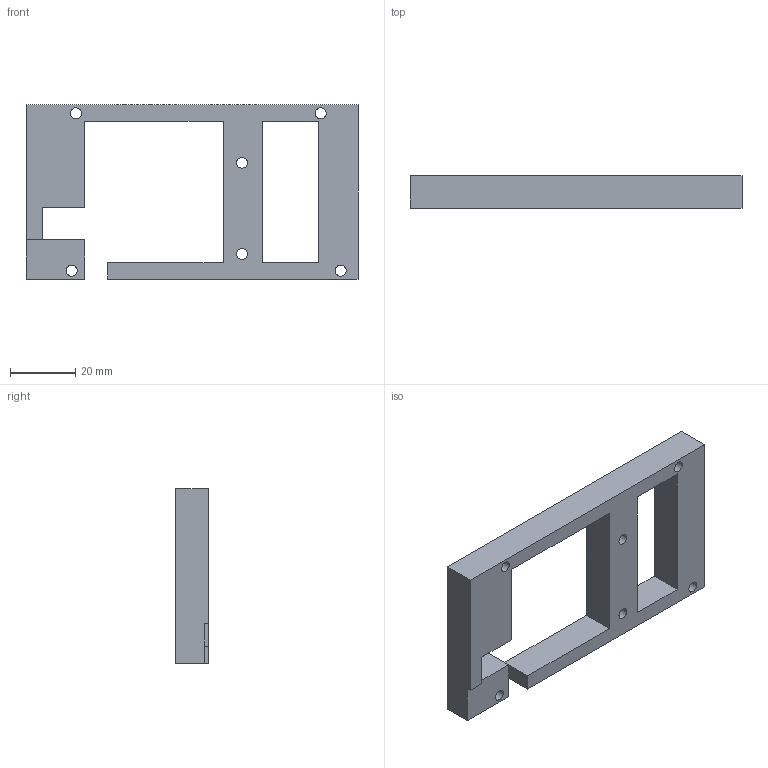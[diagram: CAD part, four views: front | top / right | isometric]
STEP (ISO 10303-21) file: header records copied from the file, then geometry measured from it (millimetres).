
FILE_DESCRIPTION((''),'2;1');
FILE_NAME('FOUNDATION','2020-12-28T19:16:15',('TINH LE'),(''),'CREO PARAMETRIC BY PTC INC, 2020154','CREO PARAMETRIC BY PTC INC, 2020154','');
FILE_SCHEMA(('CONFIG_CONTROL_DESIGN'));
Length unit declared in the file: millimetre
Products named in the file (1): FOUNDATION
Bounding box: 101.8 x 10 x 53.4 mm (x, y, z)
Volume: 26000.1 mm3; surface area: 12065.9 mm2
Topology: 1 solids, 1 shells, 34 faces, 95 edges, 63 vertices
Faces by surface type: plane 22, cylinder 12
Entity records: 1161 total; most frequent: CARTESIAN_POINT 192, ORIENTED_EDGE 190, DIRECTION 187, EDGE_CURVE 95, VECTOR 71, LINE 71, VERTEX_POINT 63, AXIS2_PLACEMENT_3D 58
